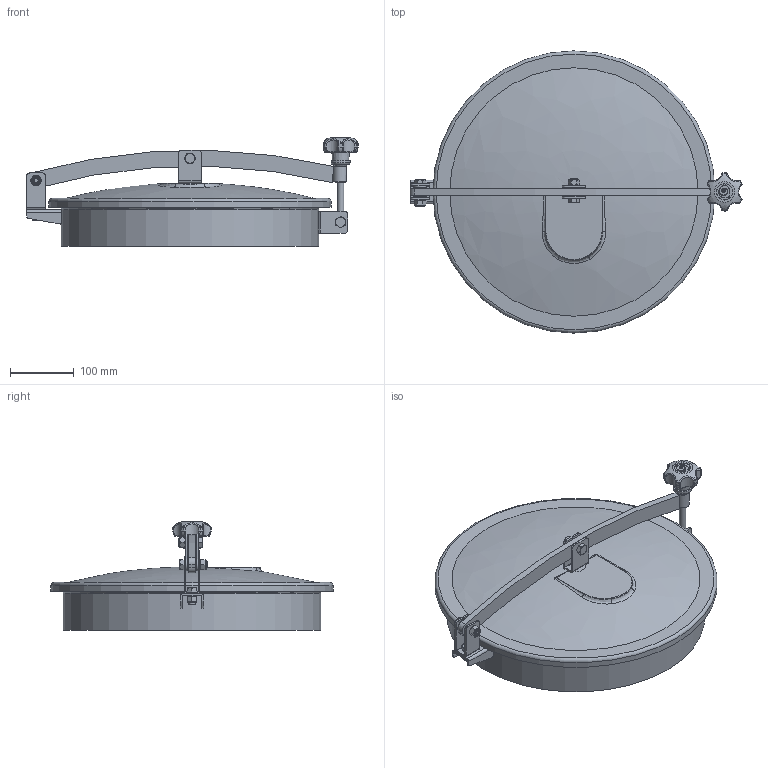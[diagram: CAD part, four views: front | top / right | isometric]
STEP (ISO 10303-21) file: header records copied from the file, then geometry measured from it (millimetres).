
FILE_DESCRIPTION( ( 'Unknown' ), '1' );
FILE_NAME( 'FA58E6000 MOD T1_400 rev 02.stp', 'Unknown', ( 'Unknown' ), ( 'Unknown' ), 'PSStep 16.0.42', 'Unknown', ' ' );
FILE_SCHEMA( ( 'AUTOMOTIVE_DESIGN { 1 0 10303 214 1 1 1 1 }' ) );
Length unit declared in the file: millimetre
Products named in the file (25): 94160 rev 0; 94160_1 rev 0; 7TA7000-3 rev 0; 81050 rev 02; 81042 rev 02; 8AL12-18 rev 01; 7CA5800; 81020; 8AS212 rev 01; 71039 rev 01; 97209 rev 03; 8P119 rev 02; 94160 c_rond; 97057; Assem1; 95010; 95012; 97003; 91001 rev 01; 81087 rev 03; 9637 assieme; 97056; 95206; 97321
Assembly tree (34 placements, depth 4):
  Assem1
    95010
    95012  x3
    97003  x6
    91001 rev 01
    81087 rev 03
    9637 assieme
    97056
    95206  x4
    97321
    7CA5800
      81020
      8AS212 rev 01
    94160 c_rond
      97057
      94160 rev 0
        94160 rev 0
        94160_1 rev 0
    71039 rev 01
      97209 rev 03
      8P119 rev 02
    7TA7000-3 rev 0
      81050 rev 02
      81042 rev 02
      8AL12-18 rev 01
Bounding box: 521.2 x 443 x 170.25 mm (x, y, z)
Volume: 968771.9 mm3; surface area: 739604.5 mm2
Topology: 29 solids, 29 shells, 986 faces, 2559 edges, 1651 vertices
Faces by surface type: plane 531, cylinder 266, bspline 60, cone 58, torus 53, sphere 18
Full cylindrical faces by diameter (mm): 8.376 x1, 8.5 x4, 10 x5, 10.2 x10, 10.5 x7, 12.09 x4, 12.5 x1, 15.5 x2, 17 x1, 17.5 x1, 18 x1, 18.3 x1, 19 x1, 19.8 x1, 20 x8, 25 x1, 25.7 x1, 30 x1, 400 x1, 404 x1, 422 x1, 426 x1, 427 x1, 433.6 x1, 439 x1, 443 x1
Entity records: 45288 total; most frequent: CARTESIAN_POINT 16506, DIRECTION 4581, ORIENTED_EDGE 4382, EDGE_CURVE 2191, AXIS2_PLACEMENT_3D 1705, VERTEX_POINT 1459, LINE 1171, VECTOR 1171
